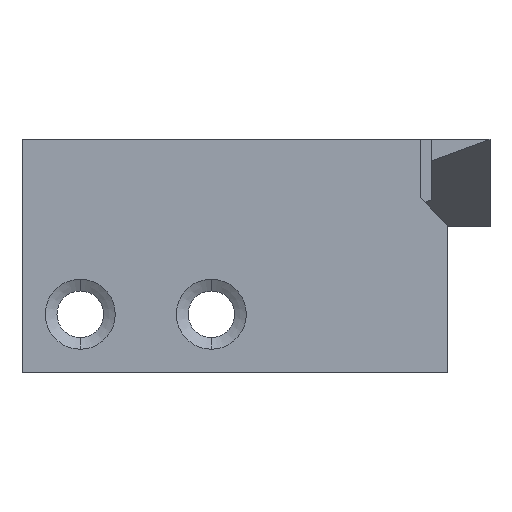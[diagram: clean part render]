
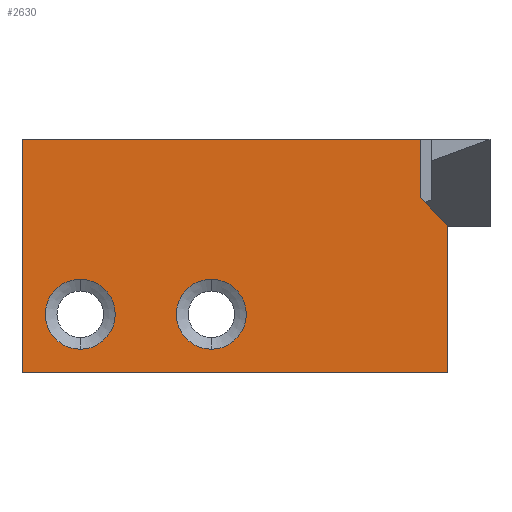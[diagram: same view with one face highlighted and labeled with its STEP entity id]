
A CAD part, front view. The second image highlights one B-rep face of the part: STEP entity #2630.
In plain terms, the highlighted planar face has unit normal (0, -1, 0).
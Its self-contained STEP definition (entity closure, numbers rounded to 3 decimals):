
#27 = LINE ( 'NONE', #318, #2428 ) ;
#67 = CARTESIAN_POINT ( 'NONE',  ( -5.04, -1.165, -3. ) ) ;
#72 = CARTESIAN_POINT ( 'NONE',  ( -0.54, -1.165, -4.2 ) ) ;
#180 = ORIENTED_EDGE ( 'NONE', *, *, #2372, .T. ) ;
#200 = CIRCLE ( 'NONE', #921, 1.2 ) ;
#238 = LINE ( 'NONE', #2211, #2076 ) ;
#242 = EDGE_CURVE ( 'NONE', #858, #530, #200, .T. ) ;
#250 = DIRECTION ( 'NONE',  ( 0., -1., 0. ) ) ;
#259 = CARTESIAN_POINT ( 'NONE',  ( -0.54, -1.165, -3. ) ) ;
#277 = DIRECTION ( 'NONE',  ( 0., -1., 0. ) ) ;
#309 = DIRECTION ( 'NONE',  ( 0., -1., 0. ) ) ;
#318 = CARTESIAN_POINT ( 'NONE',  ( 3.034, -1.165, 3. ) ) ;
#326 = DIRECTION ( 'NONE',  ( 0., 0., -1. ) ) ;
#349 = CARTESIAN_POINT ( 'NONE',  ( 6.628, -1.165, 3. ) ) ;
#439 = FACE_OUTER_BOUND ( 'NONE', #1064, .T. ) ;
#530 = VERTEX_POINT ( 'NONE', #2283 ) ;
#535 = CARTESIAN_POINT ( 'NONE',  ( -7.04, -1.165, -5. ) ) ;
#570 = VERTEX_POINT ( 'NONE', #349 ) ;
#582 = DIRECTION ( 'NONE',  ( -0.707, 0., 0.707 ) ) ;
#621 = EDGE_CURVE ( 'NONE', #2701, #3060, #897, .T. ) ;
#632 = CARTESIAN_POINT ( 'NONE',  ( -7.04, -1.165, -5. ) ) ;
#648 = DIRECTION ( 'NONE',  ( 0., 0., 1. ) ) ;
#718 = CARTESIAN_POINT ( 'NONE',  ( 6.628, -1.165, 3. ) ) ;
#728 = DIRECTION ( 'NONE',  ( 0., 0., -1. ) ) ;
#754 = CARTESIAN_POINT ( 'NONE',  ( -5.04, -1.165, -4.2 ) ) ;
#779 = DIRECTION ( 'NONE',  ( 0., 0., -1. ) ) ;
#789 = EDGE_CURVE ( 'NONE', #1970, #570, #27, .T. ) ;
#795 = ORIENTED_EDGE ( 'NONE', *, *, #1633, .F. ) ;
#858 = VERTEX_POINT ( 'NONE', #72 ) ;
#886 = FACE_BOUND ( 'NONE', #2463, .T. ) ;
#897 = LINE ( 'NONE', #1895, #3042 ) ;
#921 = AXIS2_PLACEMENT_3D ( 'NONE', #1767, #250, #2249 ) ;
#1064 = EDGE_LOOP ( 'NONE', ( #795, #1115, #2468, #1128, #180, #2754 ) ) ;
#1066 = DIRECTION ( 'NONE',  ( 0., 0., 1. ) ) ;
#1079 = VECTOR ( 'NONE', #3211, 1000. ) ;
#1094 = CIRCLE ( 'NONE', #2535, 1.2 ) ;
#1115 = ORIENTED_EDGE ( 'NONE', *, *, #789, .F. ) ;
#1128 = ORIENTED_EDGE ( 'NONE', *, *, #3080, .F. ) ;
#1139 = VECTOR ( 'NONE', #1066, 1000. ) ;
#1180 = DIRECTION ( 'NONE',  ( 0., 1., 0. ) ) ;
#1201 = ORIENTED_EDGE ( 'NONE', *, *, #2407, .F. ) ;
#1263 = DIRECTION ( 'NONE',  ( 0., -1., 0. ) ) ;
#1430 = CARTESIAN_POINT ( 'NONE',  ( 3.034, -1.165, 3. ) ) ;
#1538 = ORIENTED_EDGE ( 'NONE', *, *, #2654, .F. ) ;
#1565 = LINE ( 'NONE', #2557, #1139 ) ;
#1633 = EDGE_CURVE ( 'NONE', #570, #3060, #2219, .T. ) ;
#1708 = CARTESIAN_POINT ( 'NONE',  ( 7.581, -1.165, 0.047 ) ) ;
#1720 = EDGE_CURVE ( 'NONE', #2311, #2440, #2638, .T. ) ;
#1758 = ORIENTED_EDGE ( 'NONE', *, *, #242, .F. ) ;
#1767 = CARTESIAN_POINT ( 'NONE',  ( -0.54, -1.165, -3. ) ) ;
#1895 = CARTESIAN_POINT ( 'NONE',  ( 3.831, -1.165, 3.797 ) ) ;
#1946 = LINE ( 'NONE', #535, #3164 ) ;
#1970 = VERTEX_POINT ( 'NONE', #2514 ) ;
#1987 = EDGE_LOOP ( 'NONE', ( #2003, #1201 ) ) ;
#2003 = ORIENTED_EDGE ( 'NONE', *, *, #1720, .F. ) ;
#2076 = VECTOR ( 'NONE', #2185, 1000. ) ;
#2090 = CARTESIAN_POINT ( 'NONE',  ( -5.04, -1.165, -1.8 ) ) ;
#2181 = AXIS2_PLACEMENT_3D ( 'NONE', #259, #277, #779 ) ;
#2185 = DIRECTION ( 'NONE',  ( -1., 0., 0. ) ) ;
#2204 = VERTEX_POINT ( 'NONE', #2399 ) ;
#2211 = CARTESIAN_POINT ( 'NONE',  ( 7.581, -1.165, -5. ) ) ;
#2219 = LINE ( 'NONE', #718, #1079 ) ;
#2249 = DIRECTION ( 'NONE',  ( 0., 0., -1. ) ) ;
#2252 = DIRECTION ( 'NONE',  ( 0., 0., -1. ) ) ;
#2283 = CARTESIAN_POINT ( 'NONE',  ( -0.54, -1.165, -1.8 ) ) ;
#2311 = VERTEX_POINT ( 'NONE', #754 ) ;
#2372 = EDGE_CURVE ( 'NONE', #2204, #2701, #1565, .T. ) ;
#2394 = FACE_BOUND ( 'NONE', #1987, .T. ) ;
#2399 = CARTESIAN_POINT ( 'NONE',  ( 7.581, -1.165, -5. ) ) ;
#2407 = EDGE_CURVE ( 'NONE', #2440, #2311, #1094, .T. ) ;
#2428 = VECTOR ( 'NONE', #2968, 1000. ) ;
#2440 = VERTEX_POINT ( 'NONE', #2090 ) ;
#2463 = EDGE_LOOP ( 'NONE', ( #1758, #1538 ) ) ;
#2468 = ORIENTED_EDGE ( 'NONE', *, *, #3066, .T. ) ;
#2469 = VERTEX_POINT ( 'NONE', #632 ) ;
#2514 = CARTESIAN_POINT ( 'NONE',  ( -7.04, -1.165, 3. ) ) ;
#2535 = AXIS2_PLACEMENT_3D ( 'NONE', #67, #309, #326 ) ;
#2557 = CARTESIAN_POINT ( 'NONE',  ( 7.581, -1.165, -5. ) ) ;
#2630 = ADVANCED_FACE ( 'NONE', ( #2394, #439, #886 ), #2861, .F. ) ;
#2638 = CIRCLE ( 'NONE', #3052, 1.2 ) ;
#2654 = EDGE_CURVE ( 'NONE', #530, #858, #2900, .T. ) ;
#2701 = VERTEX_POINT ( 'NONE', #1708 ) ;
#2726 = CARTESIAN_POINT ( 'NONE',  ( -5.04, -1.165, -3. ) ) ;
#2754 = ORIENTED_EDGE ( 'NONE', *, *, #621, .T. ) ;
#2861 = PLANE ( 'NONE',  #3102 ) ;
#2900 = CIRCLE ( 'NONE', #2181, 1.2 ) ;
#2968 = DIRECTION ( 'NONE',  ( 1., 0., 0. ) ) ;
#3042 = VECTOR ( 'NONE', #582, 1000. ) ;
#3052 = AXIS2_PLACEMENT_3D ( 'NONE', #2726, #1263, #2252 ) ;
#3060 = VERTEX_POINT ( 'NONE', #3186 ) ;
#3066 = EDGE_CURVE ( 'NONE', #1970, #2469, #1946, .T. ) ;
#3080 = EDGE_CURVE ( 'NONE', #2204, #2469, #238, .T. ) ;
#3102 = AXIS2_PLACEMENT_3D ( 'NONE', #1430, #1180, #648 ) ;
#3164 = VECTOR ( 'NONE', #728, 1000. ) ;
#3186 = CARTESIAN_POINT ( 'NONE',  ( 6.628, -1.165, 1. ) ) ;
#3211 = DIRECTION ( 'NONE',  ( 0., 0., -1. ) ) ;
